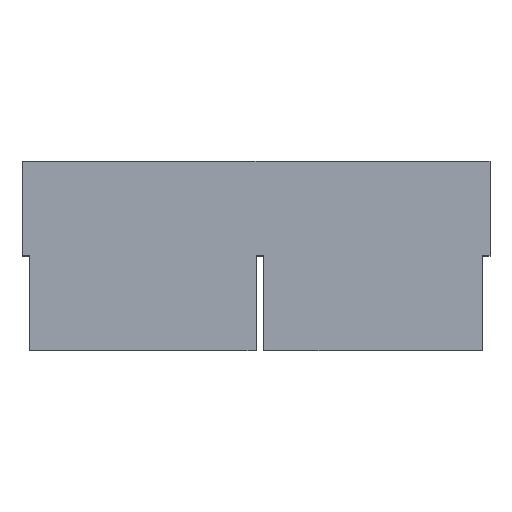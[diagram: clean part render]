
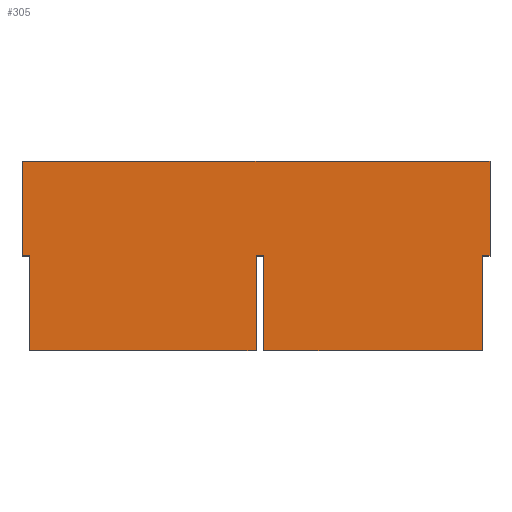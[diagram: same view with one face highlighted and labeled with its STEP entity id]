
A CAD part, top view. The second image highlights one B-rep face of the part: STEP entity #305.
In plain terms, the highlighted free-form (B-spline) face has degree [1, 1] with [2, 2] control points.
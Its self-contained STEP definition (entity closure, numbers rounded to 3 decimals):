
#200=(
BOUNDED_SURFACE()
B_SPLINE_SURFACE(1,1,((#201,#202),(#203,#204)),.UNSPECIFIED.,.F.,.F.,.F.)
B_SPLINE_SURFACE_WITH_KNOTS((2,2),(2,2),(0.000,1.000),(0.000,1.000),.UNSPECIFIED.)
GEOMETRIC_REPRESENTATION_ITEM()
RATIONAL_B_SPLINE_SURFACE(((1.,1.),(1.,1.)))
REPRESENTATION_ITEM('')
SURFACE()
);
#201=CARTESIAN_POINT('',(-189.703,62.658,6.35));
#202=CARTESIAN_POINT('',(197.997,62.658,6.35));
#203=CARTESIAN_POINT('',(-189.703,-94.222,6.35));
#204=CARTESIAN_POINT('',(197.997,-94.222,6.35));
#205=CARTESIAN_POINT('',(-183.353,62.658,6.35));
#206=VERTEX_POINT('',#205);
#207=(
BOUNDED_CURVE()
B_SPLINE_CURVE(1,(#208,#209),.UNSPECIFIED.,.F.,.F.)
B_SPLINE_CURVE_WITH_KNOTS((2,2),(0.000,1.000),.UNSPECIFIED.)
CURVE()
GEOMETRIC_REPRESENTATION_ITEM()
RATIONAL_B_SPLINE_CURVE((1.,1.))
REPRESENTATION_ITEM('')
);
#208=CARTESIAN_POINT('',(-183.353,62.658,6.35));
#209=CARTESIAN_POINT('',(191.647,62.658,6.35));
#210=CARTESIAN_POINT('',(191.647,62.658,6.35));
#211=VERTEX_POINT('',#210);
#212=EDGE_CURVE('',#206,#211,#207,.T.);
#213=ORIENTED_EDGE('',*,*,#212,.T.);
#214=(
BOUNDED_CURVE()
B_SPLINE_CURVE(1,(#215,#216),.UNSPECIFIED.,.F.,.F.)
B_SPLINE_CURVE_WITH_KNOTS((2,2),(0.000,1.000),.UNSPECIFIED.)
CURVE()
GEOMETRIC_REPRESENTATION_ITEM()
RATIONAL_B_SPLINE_CURVE((1.,1.))
REPRESENTATION_ITEM('')
);
#215=CARTESIAN_POINT('',(191.647,62.658,6.35));
#216=CARTESIAN_POINT('',(197.997,62.658,6.35));
#217=CARTESIAN_POINT('',(197.997,62.658,6.35));
#218=VERTEX_POINT('',#217);
#219=EDGE_CURVE('',#211,#218,#214,.T.);
#220=ORIENTED_EDGE('',*,*,#219,.T.);
#221=(
BOUNDED_CURVE()
B_SPLINE_CURVE(1,(#222,#223),.UNSPECIFIED.,.F.,.F.)
B_SPLINE_CURVE_WITH_KNOTS((2,2),(0.000,1.000),.UNSPECIFIED.)
CURVE()
GEOMETRIC_REPRESENTATION_ITEM()
RATIONAL_B_SPLINE_CURVE((1.,1.))
REPRESENTATION_ITEM('')
);
#222=CARTESIAN_POINT('',(197.997,62.658,6.35));
#223=CARTESIAN_POINT('',(197.997,-15.782,6.35));
#224=CARTESIAN_POINT('',(197.997,-15.782,6.35));
#225=VERTEX_POINT('',#224);
#226=EDGE_CURVE('',#218,#225,#221,.T.);
#227=ORIENTED_EDGE('',*,*,#226,.T.);
#228=(
BOUNDED_CURVE()
B_SPLINE_CURVE(1,(#229,#230),.UNSPECIFIED.,.F.,.F.)
B_SPLINE_CURVE_WITH_KNOTS((2,2),(0.000,1.000),.UNSPECIFIED.)
CURVE()
GEOMETRIC_REPRESENTATION_ITEM()
RATIONAL_B_SPLINE_CURVE((1.,1.))
REPRESENTATION_ITEM('')
);
#229=CARTESIAN_POINT('',(197.997,-15.782,6.35));
#230=CARTESIAN_POINT('',(191.647,-15.782,6.35));
#231=CARTESIAN_POINT('',(191.647,-15.782,6.35));
#232=VERTEX_POINT('',#231);
#233=EDGE_CURVE('',#225,#232,#228,.T.);
#234=ORIENTED_EDGE('',*,*,#233,.T.);
#235=(
BOUNDED_CURVE()
B_SPLINE_CURVE(1,(#236,#237),.UNSPECIFIED.,.F.,.F.)
B_SPLINE_CURVE_WITH_KNOTS((2,2),(0.000,1.000),.UNSPECIFIED.)
CURVE()
GEOMETRIC_REPRESENTATION_ITEM()
RATIONAL_B_SPLINE_CURVE((1.,1.))
REPRESENTATION_ITEM('')
);
#236=CARTESIAN_POINT('',(191.647,-15.782,6.35));
#237=CARTESIAN_POINT('',(191.647,-94.222,6.35));
#238=CARTESIAN_POINT('',(191.647,-94.222,6.35));
#239=VERTEX_POINT('',#238);
#240=EDGE_CURVE('',#232,#239,#235,.T.);
#241=ORIENTED_EDGE('',*,*,#240,.T.);
#242=(
BOUNDED_CURVE()
B_SPLINE_CURVE(1,(#243,#244),.UNSPECIFIED.,.F.,.F.)
B_SPLINE_CURVE_WITH_KNOTS((2,2),(0.000,1.000),.UNSPECIFIED.)
CURVE()
GEOMETRIC_REPRESENTATION_ITEM()
RATIONAL_B_SPLINE_CURVE((1.,1.))
REPRESENTATION_ITEM('')
);
#243=CARTESIAN_POINT('',(191.647,-94.222,6.35));
#244=CARTESIAN_POINT('',(10.682,-94.222,6.35));
#245=CARTESIAN_POINT('',(10.682,-94.222,6.35));
#246=VERTEX_POINT('',#245);
#247=EDGE_CURVE('',#239,#246,#242,.T.);
#248=ORIENTED_EDGE('',*,*,#247,.T.);
#249=(
BOUNDED_CURVE()
B_SPLINE_CURVE(1,(#250,#251),.UNSPECIFIED.,.F.,.F.)
B_SPLINE_CURVE_WITH_KNOTS((2,2),(0.000,1.000),.UNSPECIFIED.)
CURVE()
GEOMETRIC_REPRESENTATION_ITEM()
RATIONAL_B_SPLINE_CURVE((1.,1.))
REPRESENTATION_ITEM('')
);
#250=CARTESIAN_POINT('',(10.682,-94.222,6.35));
#251=CARTESIAN_POINT('',(10.682,-15.782,6.35));
#252=CARTESIAN_POINT('',(10.682,-15.782,6.35));
#253=VERTEX_POINT('',#252);
#254=EDGE_CURVE('',#246,#253,#249,.T.);
#255=ORIENTED_EDGE('',*,*,#254,.T.);
#256=(
BOUNDED_CURVE()
B_SPLINE_CURVE(1,(#257,#258),.UNSPECIFIED.,.F.,.F.)
B_SPLINE_CURVE_WITH_KNOTS((2,2),(0.000,1.000),.UNSPECIFIED.)
CURVE()
GEOMETRIC_REPRESENTATION_ITEM()
RATIONAL_B_SPLINE_CURVE((1.,1.))
REPRESENTATION_ITEM('')
);
#257=CARTESIAN_POINT('',(10.682,-15.782,6.35));
#258=CARTESIAN_POINT('',(4.158,-15.782,6.35));
#259=CARTESIAN_POINT('',(4.158,-15.782,6.35));
#260=VERTEX_POINT('',#259);
#261=EDGE_CURVE('',#253,#260,#256,.T.);
#262=ORIENTED_EDGE('',*,*,#261,.T.);
#263=(
BOUNDED_CURVE()
B_SPLINE_CURVE(1,(#264,#265),.UNSPECIFIED.,.F.,.F.)
B_SPLINE_CURVE_WITH_KNOTS((2,2),(0.000,1.000),.UNSPECIFIED.)
CURVE()
GEOMETRIC_REPRESENTATION_ITEM()
RATIONAL_B_SPLINE_CURVE((1.,1.))
REPRESENTATION_ITEM('')
);
#264=CARTESIAN_POINT('',(4.158,-15.782,6.35));
#265=CARTESIAN_POINT('',(4.158,-94.222,6.35));
#266=CARTESIAN_POINT('',(4.158,-94.222,6.35));
#267=VERTEX_POINT('',#266);
#268=EDGE_CURVE('',#260,#267,#263,.T.);
#269=ORIENTED_EDGE('',*,*,#268,.T.);
#270=(
BOUNDED_CURVE()
B_SPLINE_CURVE(1,(#271,#272),.UNSPECIFIED.,.F.,.F.)
B_SPLINE_CURVE_WITH_KNOTS((2,2),(0.000,1.000),.UNSPECIFIED.)
CURVE()
GEOMETRIC_REPRESENTATION_ITEM()
RATIONAL_B_SPLINE_CURVE((1.,1.))
REPRESENTATION_ITEM('')
);
#271=CARTESIAN_POINT('',(4.158,-94.222,6.35));
#272=CARTESIAN_POINT('',(-183.353,-94.222,6.35));
#273=CARTESIAN_POINT('',(-183.353,-94.222,6.35));
#274=VERTEX_POINT('',#273);
#275=EDGE_CURVE('',#267,#274,#270,.T.);
#276=ORIENTED_EDGE('',*,*,#275,.T.);
#277=(
BOUNDED_CURVE()
B_SPLINE_CURVE(1,(#278,#279),.UNSPECIFIED.,.F.,.F.)
B_SPLINE_CURVE_WITH_KNOTS((2,2),(0.000,1.000),.UNSPECIFIED.)
CURVE()
GEOMETRIC_REPRESENTATION_ITEM()
RATIONAL_B_SPLINE_CURVE((1.,1.))
REPRESENTATION_ITEM('')
);
#278=CARTESIAN_POINT('',(-183.353,-94.222,6.35));
#279=CARTESIAN_POINT('',(-183.353,-15.782,6.35));
#280=CARTESIAN_POINT('',(-183.353,-15.782,6.35));
#281=VERTEX_POINT('',#280);
#282=EDGE_CURVE('',#274,#281,#277,.T.);
#283=ORIENTED_EDGE('',*,*,#282,.T.);
#284=(
BOUNDED_CURVE()
B_SPLINE_CURVE(1,(#285,#286),.UNSPECIFIED.,.F.,.F.)
B_SPLINE_CURVE_WITH_KNOTS((2,2),(0.000,1.000),.UNSPECIFIED.)
CURVE()
GEOMETRIC_REPRESENTATION_ITEM()
RATIONAL_B_SPLINE_CURVE((1.,1.))
REPRESENTATION_ITEM('')
);
#285=CARTESIAN_POINT('',(-183.353,-15.782,6.35));
#286=CARTESIAN_POINT('',(-189.703,-15.782,6.35));
#287=CARTESIAN_POINT('',(-189.703,-15.782,6.35));
#288=VERTEX_POINT('',#287);
#289=EDGE_CURVE('',#281,#288,#284,.T.);
#290=ORIENTED_EDGE('',*,*,#289,.T.);
#291=(
BOUNDED_CURVE()
B_SPLINE_CURVE(1,(#292,#293),.UNSPECIFIED.,.F.,.F.)
B_SPLINE_CURVE_WITH_KNOTS((2,2),(0.000,1.000),.UNSPECIFIED.)
CURVE()
GEOMETRIC_REPRESENTATION_ITEM()
RATIONAL_B_SPLINE_CURVE((1.,1.))
REPRESENTATION_ITEM('')
);
#292=CARTESIAN_POINT('',(-189.703,-15.782,6.35));
#293=CARTESIAN_POINT('',(-189.703,62.658,6.35));
#294=CARTESIAN_POINT('',(-189.703,62.658,6.35));
#295=VERTEX_POINT('',#294);
#296=EDGE_CURVE('',#288,#295,#291,.T.);
#297=ORIENTED_EDGE('',*,*,#296,.T.);
#298=(
BOUNDED_CURVE()
B_SPLINE_CURVE(1,(#299,#300),.UNSPECIFIED.,.F.,.F.)
B_SPLINE_CURVE_WITH_KNOTS((2,2),(0.000,1.000),.UNSPECIFIED.)
CURVE()
GEOMETRIC_REPRESENTATION_ITEM()
RATIONAL_B_SPLINE_CURVE((1.,1.))
REPRESENTATION_ITEM('')
);
#299=CARTESIAN_POINT('',(-189.703,62.658,6.35));
#300=CARTESIAN_POINT('',(-183.353,62.658,6.35));
#301=EDGE_CURVE('',#295,#206,#298,.T.);
#302=ORIENTED_EDGE('',*,*,#301,.T.);
#303=EDGE_LOOP('',(#213,#220,#227,#234,#241,#248,#255,#262,#269,#276,#283,#290,#297,#302));
#304=FACE_OUTER_BOUND('',#303,.T.);
#305=ADVANCED_FACE('',(#304),#200,.T.);
